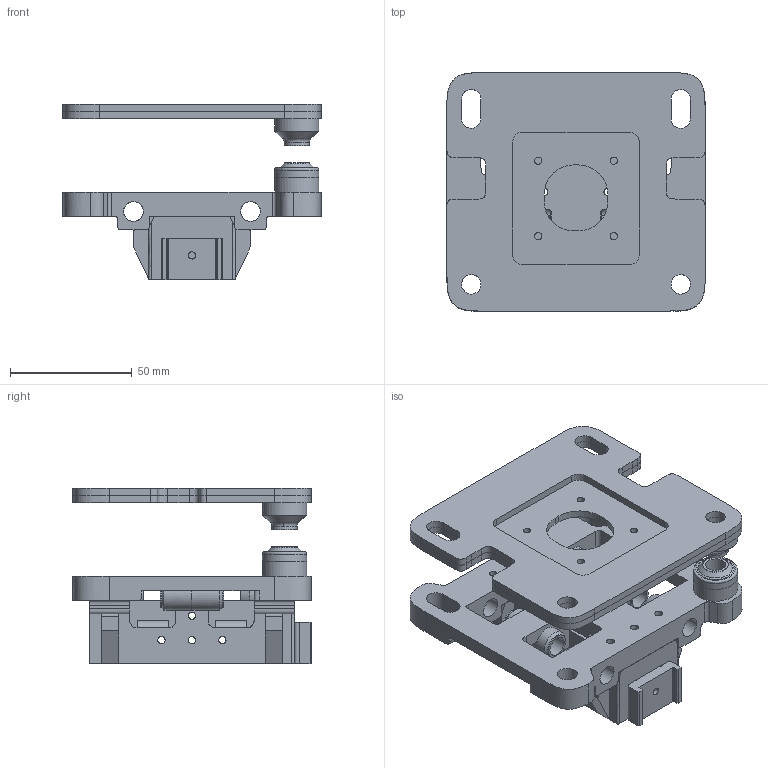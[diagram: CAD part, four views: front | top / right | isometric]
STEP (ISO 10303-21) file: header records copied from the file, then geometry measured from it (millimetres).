
FILE_DESCRIPTION(/* description */ (''),/* implementation_level */ '2;1');
FILE_NAME(/* name */ 'carrige_assembly_t18_w50',/* time_stamp */ '2026-01-15T19:17:55+03:00',/* author */ (''),/* organization */ (''),/* preprocessor_version */ 'ST-DEVELOPER v16.5',/* originating_system */ 'Rhino 7.23',/* authorisation */ '');
FILE_SCHEMA (('CONFIG_CONTROL_DESIGN'));
Length unit declared in the file: millimetre
Products named in the file (1): Document
Bounding box: 106.01 x 97.93 x 72 mm (x, y, z)
Volume: 159568 mm3; surface area: 87091.6 mm2
Topology: 12 solids, 12 shells, 543 faces, 1526 edges, 989 vertices
Faces by surface type: plane 263, bspline 153, cylinder 127
Full cylindrical faces by diameter (mm): 3 x29, 3.15 x8, 8 x4, 8.15 x6, 8.2 x7, 8.221 x1, 10 x4, 10.366 x2, 12 x5, 18.111 x3
Entity records: 19831 total; most frequent: CARTESIAN_POINT 9972, ORIENTED_EDGE 3068, EDGE_CURVE 1534, B_SPLINE_CURVE_WITH_KNOTS 1029, VERTEX_POINT 997, EDGE_LOOP 653, ADVANCED_FACE 543, FACE_OUTER_BOUND 543
